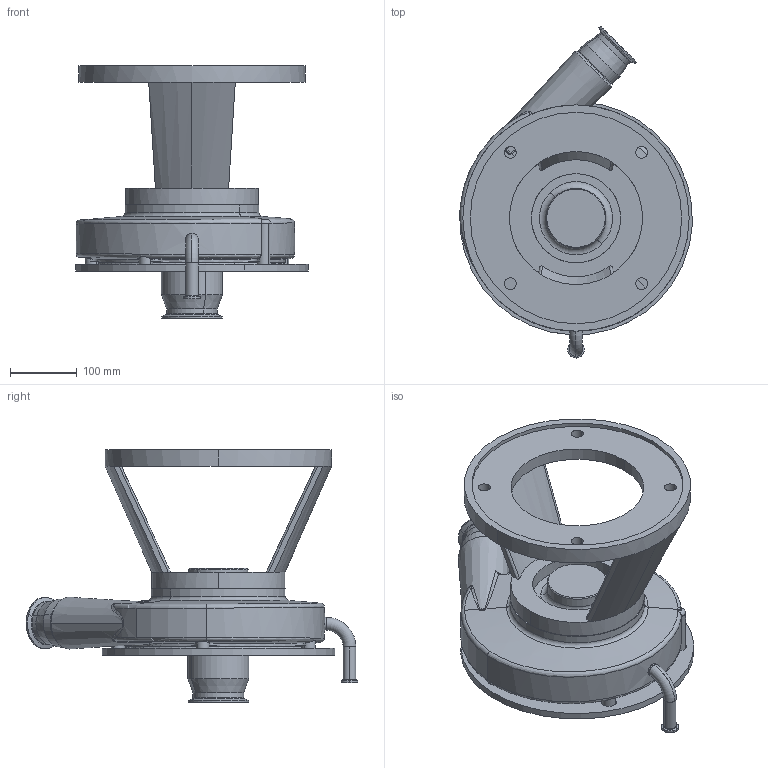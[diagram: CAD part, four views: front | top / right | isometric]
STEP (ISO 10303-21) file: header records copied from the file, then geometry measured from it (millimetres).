
FILE_DESCRIPTION (( 'STEP AP214' ), '1' );
FILE_NAME ('FPR 3551-3552 320-360TC 45L 3-4 IN ELBOW FRONT DRAIN.STEP', '2023-01-13T17:20:42', ( '' ), ( '' ), 'SwSTEP 2.0', 'SolidWorks 2021', '' );
FILE_SCHEMA (( 'AUTOMOTIVE_DESIGN' ));
Length unit declared in the file: millimetre
Products named in the file (1): FPR 3551-3552 320-360TC 45L 3-4 IN ELBOW FRONT DRAIN
Bounding box: 349.52 x 498.69 x 379.5 mm (x, y, z)
Volume: 8100350.8 mm3; surface area: 863311.8 mm2
Topology: 1 solids, 6 shells, 383 faces, 929 edges, 560 vertices
Faces by surface type: cylinder 152, cone 66, plane 63, torus 58, bspline 38, sphere 6
Entity records: 16074 total; most frequent: CARTESIAN_POINT 7328, DIRECTION 1855, ORIENTED_EDGE 1820, EDGE_CURVE 910, AXIS2_PLACEMENT_3D 801, VERTEX_POINT 560, CIRCLE 455, EDGE_LOOP 430
